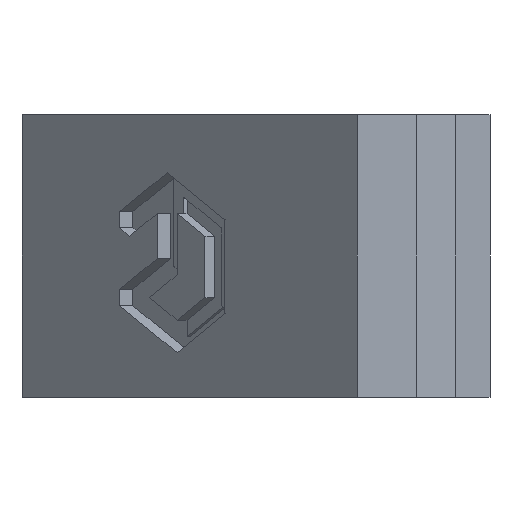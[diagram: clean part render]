
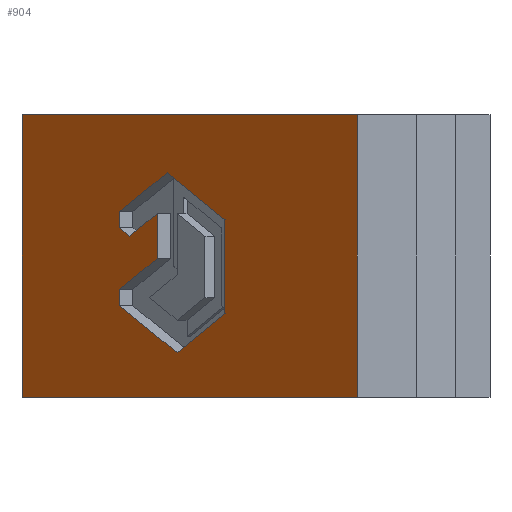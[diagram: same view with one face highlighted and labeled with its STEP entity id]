
A CAD part, front view. The second image highlights one B-rep face of the part: STEP entity #904.
In plain terms, the highlighted planar face has unit normal (-0.707, -0.707, 0).
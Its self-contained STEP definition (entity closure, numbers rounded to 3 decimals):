
#49=FACE_BOUND('',#136,.T.);
#90=FACE_OUTER_BOUND('',#135,.T.);
#135=EDGE_LOOP('',(#778,#779,#780,#781));
#136=EDGE_LOOP('',(#782,#783,#784,#785,#786,#787,#788,#789,#790,#791,#792));
#166=LINE('',#1241,#286);
#170=LINE('',#1248,#290);
#173=LINE('',#1254,#293);
#176=LINE('',#1260,#296);
#179=LINE('',#1266,#299);
#182=LINE('',#1272,#302);
#185=LINE('',#1278,#305);
#188=LINE('',#1284,#308);
#191=LINE('',#1290,#311);
#216=LINE('',#1340,#336);
#218=LINE('',#1343,#338);
#234=LINE('',#1377,#354);
#253=LINE('',#1414,#373);
#254=LINE('',#1417,#374);
#255=LINE('',#1418,#375);
#286=VECTOR('',#1017,10.);
#290=VECTOR('',#1023,10.);
#293=VECTOR('',#1028,10.);
#296=VECTOR('',#1033,10.);
#299=VECTOR('',#1038,10.);
#302=VECTOR('',#1043,10.);
#305=VECTOR('',#1048,10.);
#308=VECTOR('',#1053,10.);
#311=VECTOR('',#1058,10.);
#336=VECTOR('',#1107,10.);
#338=VECTOR('',#1111,10.);
#354=VECTOR('',#1135,10.);
#373=VECTOR('',#1168,10.);
#374=VECTOR('',#1171,10.);
#375=VECTOR('',#1172,10.);
#400=VERTEX_POINT('',#1239);
#401=VERTEX_POINT('',#1240);
#403=VERTEX_POINT('',#1247);
#405=VERTEX_POINT('',#1253);
#407=VERTEX_POINT('',#1259);
#409=VERTEX_POINT('',#1265);
#411=VERTEX_POINT('',#1271);
#413=VERTEX_POINT('',#1277);
#415=VERTEX_POINT('',#1283);
#417=VERTEX_POINT('',#1289);
#430=VERTEX_POINT('',#1339);
#443=VERTEX_POINT('',#1374);
#444=VERTEX_POINT('',#1376);
#455=VERTEX_POINT('',#1412);
#456=VERTEX_POINT('',#1416);
#484=EDGE_CURVE('',#400,#401,#166,.T.);
#488=EDGE_CURVE('',#403,#400,#170,.T.);
#491=EDGE_CURVE('',#405,#403,#173,.T.);
#494=EDGE_CURVE('',#407,#405,#176,.T.);
#497=EDGE_CURVE('',#409,#407,#179,.T.);
#500=EDGE_CURVE('',#411,#409,#182,.T.);
#503=EDGE_CURVE('',#413,#411,#185,.T.);
#506=EDGE_CURVE('',#415,#413,#188,.T.);
#509=EDGE_CURVE('',#417,#415,#191,.T.);
#534=EDGE_CURVE('',#401,#430,#216,.T.);
#536=EDGE_CURVE('',#430,#417,#218,.T.);
#552=EDGE_CURVE('',#444,#443,#234,.T.);
#571=EDGE_CURVE('',#443,#455,#253,.T.);
#572=EDGE_CURVE('',#456,#455,#254,.T.);
#573=EDGE_CURVE('',#444,#456,#255,.T.);
#778=ORIENTED_EDGE('',*,*,#552,.T.);
#779=ORIENTED_EDGE('',*,*,#571,.T.);
#780=ORIENTED_EDGE('',*,*,#572,.F.);
#781=ORIENTED_EDGE('',*,*,#573,.F.);
#782=ORIENTED_EDGE('',*,*,#484,.T.);
#783=ORIENTED_EDGE('',*,*,#534,.T.);
#784=ORIENTED_EDGE('',*,*,#536,.T.);
#785=ORIENTED_EDGE('',*,*,#509,.T.);
#786=ORIENTED_EDGE('',*,*,#506,.T.);
#787=ORIENTED_EDGE('',*,*,#503,.T.);
#788=ORIENTED_EDGE('',*,*,#500,.T.);
#789=ORIENTED_EDGE('',*,*,#497,.T.);
#790=ORIENTED_EDGE('',*,*,#494,.T.);
#791=ORIENTED_EDGE('',*,*,#491,.T.);
#792=ORIENTED_EDGE('',*,*,#488,.T.);
#859=PLANE('',#969);
#904=ADVANCED_FACE('',(#90,#49),#859,.T.);
#969=AXIS2_PLACEMENT_3D('',#1415,#1169,#1170);
#1017=DIRECTION('',(0.612,-0.612,0.5));
#1023=DIRECTION('',(0.,0.,1.));
#1028=DIRECTION('',(-0.612,0.612,0.5));
#1033=DIRECTION('',(-0.612,0.612,-0.5));
#1038=DIRECTION('',(0.,0.,1.));
#1043=DIRECTION('',(0.612,-0.612,0.5));
#1048=DIRECTION('',(0.,0.,1.));
#1053=DIRECTION('',(-0.612,0.612,0.5));
#1058=DIRECTION('',(-0.612,0.612,-0.5));
#1107=DIRECTION('',(0.612,-0.612,-0.5));
#1111=DIRECTION('',(0.,0.,-1.));
#1135=DIRECTION('',(0.707,-0.707,0.));
#1168=DIRECTION('',(0.,0.,1.));
#1169=DIRECTION('center_axis',(-0.707,-0.707,0.));
#1170=DIRECTION('ref_axis',(0.707,-0.707,0.));
#1171=DIRECTION('',(0.707,-0.707,0.));
#1172=DIRECTION('',(0.,0.,1.));
#1239=CARTESIAN_POINT('',(-14.627,0.255,19.716));
#1240=CARTESIAN_POINT('',(-9.564,-4.808,23.85));
#1241=CARTESIAN_POINT('',(-21.536,7.164,14.075));
#1247=CARTESIAN_POINT('',(-14.627,0.255,17.984));
#1248=CARTESIAN_POINT('',(-14.627,0.255,8.992));
#1253=CARTESIAN_POINT('',(-13.567,-0.805,17.118));
#1254=CARTESIAN_POINT('',(-15.235,0.862,18.48));
#1259=CARTESIAN_POINT('',(-10.625,-3.747,19.52));
#1260=CARTESIAN_POINT('',(-19.005,4.633,12.678));
#1265=CARTESIAN_POINT('',(-10.625,-3.747,14.716));
#1266=CARTESIAN_POINT('',(-10.625,-3.747,7.358));
#1271=CARTESIAN_POINT('',(-14.627,0.255,11.448));
#1272=CARTESIAN_POINT('',(-20.271,5.899,6.84));
#1277=CARTESIAN_POINT('',(-14.627,0.255,9.716));
#1278=CARTESIAN_POINT('',(-14.627,0.255,4.858));
#1283=CARTESIAN_POINT('',(-8.504,-5.869,4.716));
#1284=CARTESIAN_POINT('',(-13.969,-0.403,9.178));
#1289=CARTESIAN_POINT('',(-3.441,-10.932,8.85));
#1290=CARTESIAN_POINT('',(-12.881,-1.491,1.142));
#1339=CARTESIAN_POINT('',(-3.441,-10.932,18.85));
#1340=CARTESIAN_POINT('',(-11.702,-2.67,25.596));
#1343=CARTESIAN_POINT('',(-3.441,-10.932,9.425));
#1374=CARTESIAN_POINT('',(10.631,-25.003,0.));
#1376=CARTESIAN_POINT('',(-25.003,10.631,0.));
#1377=CARTESIAN_POINT('',(-25.003,10.631,0.));
#1412=CARTESIAN_POINT('',(10.631,-25.003,30.));
#1414=CARTESIAN_POINT('',(10.631,-25.003,0.));
#1415=CARTESIAN_POINT('Origin',(-25.003,10.631,0.));
#1416=CARTESIAN_POINT('',(-25.003,10.631,30.));
#1417=CARTESIAN_POINT('',(-25.003,10.631,30.));
#1418=CARTESIAN_POINT('',(-25.003,10.631,0.));
